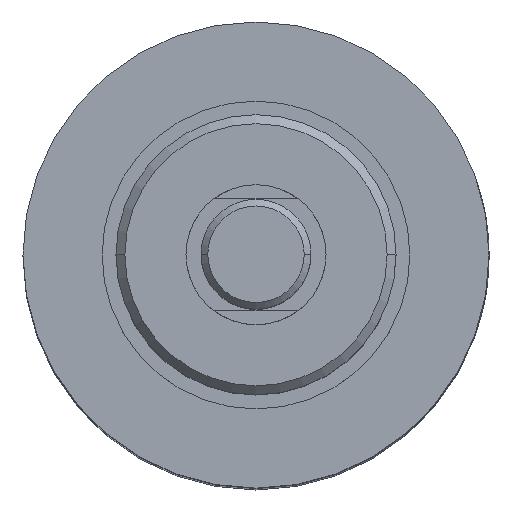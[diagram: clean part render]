
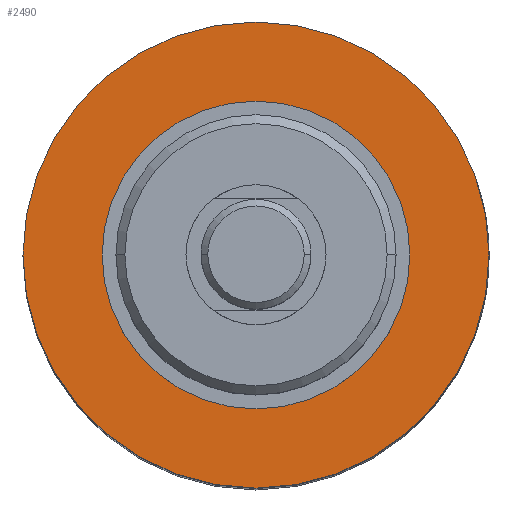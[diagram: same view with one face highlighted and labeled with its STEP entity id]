
A CAD part, top view. The second image highlights one B-rep face of the part: STEP entity #2490.
In plain terms, the highlighted planar face has unit normal (0, 0, 1).
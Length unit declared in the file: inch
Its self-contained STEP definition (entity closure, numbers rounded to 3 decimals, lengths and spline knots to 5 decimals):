
#57 = CARTESIAN_POINT ( 'NONE',  ( 0.68675, 0., 0.92 ) ) ;
#69 = CARTESIAN_POINT ( 'NONE',  ( 0., 0., 0.92 ) ) ;
#84 = DIRECTION ( 'NONE',  ( 0., 0., 1. ) ) ;
#138 = ORIENTED_EDGE ( 'NONE', *, *, #2435, .T. ) ;
#151 = CARTESIAN_POINT ( 'NONE',  ( 1.04, 0., 0.92 ) ) ;
#256 = CARTESIAN_POINT ( 'NONE',  ( -0.68675, 0., 0.92 ) ) ;
#296 = DIRECTION ( 'NONE',  ( 0., 0., 1. ) ) ;
#301 = DIRECTION ( 'NONE',  ( 1., 0., 0. ) ) ;
#308 = EDGE_CURVE ( 'NONE', #883, #1222, #2793, .T. ) ;
#339 = AXIS2_PLACEMENT_3D ( 'NONE', #872, #2431, #1099 ) ;
#370 = CIRCLE ( 'NONE', #2444, 1.04 ) ;
#462 = EDGE_CURVE ( 'NONE', #1222, #883, #2160, .T. ) ;
#471 = CARTESIAN_POINT ( 'NONE',  ( 0., 0., 0.92 ) ) ;
#511 = AXIS2_PLACEMENT_3D ( 'NONE', #2298, #296, #1858 ) ;
#513 = EDGE_CURVE ( 'NONE', #1664, #1910, #370, .T. ) ;
#639 = FACE_BOUND ( 'NONE', #1963, .T. ) ;
#691 = DIRECTION ( 'NONE',  ( 1., 0., 0. ) ) ;
#705 = ORIENTED_EDGE ( 'NONE', *, *, #513, .T. ) ;
#872 = CARTESIAN_POINT ( 'NONE',  ( 0., 0., 0.92 ) ) ;
#883 = VERTEX_POINT ( 'NONE', #256 ) ;
#1034 = ORIENTED_EDGE ( 'NONE', *, *, #462, .F. ) ;
#1097 = FACE_OUTER_BOUND ( 'NONE', #1863, .T. ) ;
#1099 = DIRECTION ( 'NONE',  ( 1., 0., 0. ) ) ;
#1222 = VERTEX_POINT ( 'NONE', #57 ) ;
#1431 = CARTESIAN_POINT ( 'NONE',  ( 0., 0., 0.92 ) ) ;
#1641 = DIRECTION ( 'NONE',  ( 0., 0., 1. ) ) ;
#1653 = DIRECTION ( 'NONE',  ( 1., 0., 0. ) ) ;
#1664 = VERTEX_POINT ( 'NONE', #151 ) ;
#1759 = CIRCLE ( 'NONE', #2522, 1.04 ) ;
#1858 = DIRECTION ( 'NONE',  ( 1., 0., 0. ) ) ;
#1863 = EDGE_LOOP ( 'NONE', ( #138, #705 ) ) ;
#1910 = VERTEX_POINT ( 'NONE', #2879 ) ;
#1963 = EDGE_LOOP ( 'NONE', ( #2527, #1034 ) ) ;
#2041 = DIRECTION ( 'NONE',  ( 0., 0., 1. ) ) ;
#2142 = AXIS2_PLACEMENT_3D ( 'NONE', #69, #1641, #301 ) ;
#2160 = CIRCLE ( 'NONE', #2142, 0.68675 ) ;
#2298 = CARTESIAN_POINT ( 'NONE',  ( 0., 0., 0.92 ) ) ;
#2431 = DIRECTION ( 'NONE',  ( 0., 0., 1. ) ) ;
#2435 = EDGE_CURVE ( 'NONE', #1910, #1664, #1759, .T. ) ;
#2444 = AXIS2_PLACEMENT_3D ( 'NONE', #1431, #84, #1653 ) ;
#2490 = ADVANCED_FACE ( 'NONE', ( #1097, #639 ), #2756, .T. ) ;
#2522 = AXIS2_PLACEMENT_3D ( 'NONE', #471, #2041, #691 ) ;
#2527 = ORIENTED_EDGE ( 'NONE', *, *, #308, .F. ) ;
#2756 = PLANE ( 'NONE',  #511 ) ;
#2793 = CIRCLE ( 'NONE', #339, 0.68675 ) ;
#2879 = CARTESIAN_POINT ( 'NONE',  ( -1.04, 0., 0.92 ) ) ;
